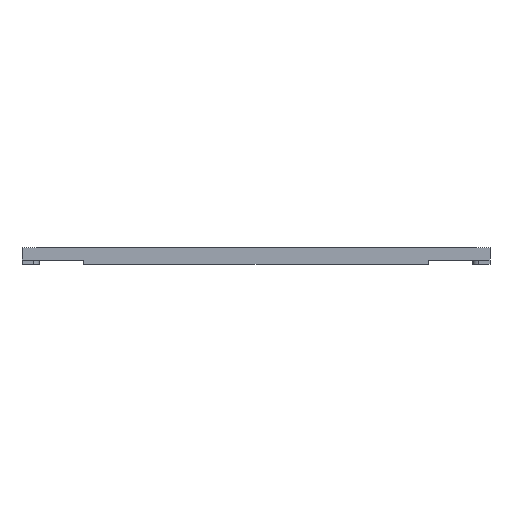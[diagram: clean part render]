
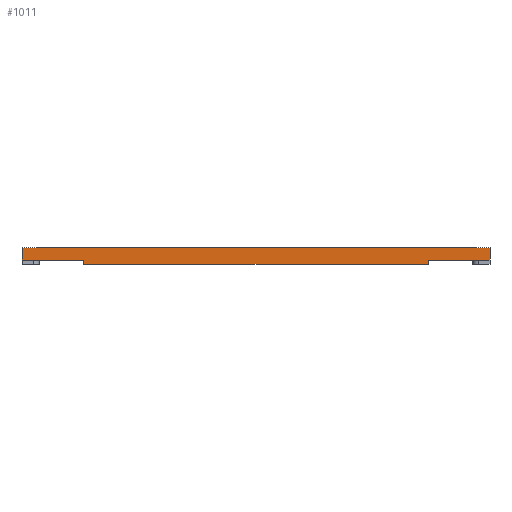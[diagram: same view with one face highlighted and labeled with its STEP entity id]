
A CAD part, front view. The second image highlights one B-rep face of the part: STEP entity #1011.
In plain terms, the highlighted planar face has unit normal (0, -1, 0).
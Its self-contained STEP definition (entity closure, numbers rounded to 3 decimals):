
#71 = EDGE_CURVE('',#72,#74,#76,.T.);
#72 = VERTEX_POINT('',#73);
#73 = CARTESIAN_POINT('',(0.,0.,2.));
#74 = VERTEX_POINT('',#75);
#75 = CARTESIAN_POINT('',(76.,0.,2.));
#76 = LINE('',#77,#78);
#77 = CARTESIAN_POINT('',(0.,0.,2.));
#78 = VECTOR('',#79,1.);
#79 = DIRECTION('',(1.,0.,0.));
#1011 = ADVANCED_FACE('',(#1012),#1069,.T.);
#1012 = FACE_BOUND('',#1013,.T.);
#1013 = EDGE_LOOP('',(#1014,#1022,#1030,#1038,#1046,#1054,#1062,#1068));
#1014 = ORIENTED_EDGE('',*,*,#1015,.F.);
#1015 = EDGE_CURVE('',#1016,#72,#1018,.T.);
#1016 = VERTEX_POINT('',#1017);
#1017 = CARTESIAN_POINT('',(0.,0.,0.));
#1018 = LINE('',#1019,#1020);
#1019 = CARTESIAN_POINT('',(0.,0.,0.));
#1020 = VECTOR('',#1021,1.);
#1021 = DIRECTION('',(0.,0.,1.));
#1022 = ORIENTED_EDGE('',*,*,#1023,.T.);
#1023 = EDGE_CURVE('',#1016,#1024,#1026,.T.);
#1024 = VERTEX_POINT('',#1025);
#1025 = CARTESIAN_POINT('',(10.,0.,0.));
#1026 = LINE('',#1027,#1028);
#1027 = CARTESIAN_POINT('',(0.,0.,0.));
#1028 = VECTOR('',#1029,1.);
#1029 = DIRECTION('',(1.,0.,0.));
#1030 = ORIENTED_EDGE('',*,*,#1031,.T.);
#1031 = EDGE_CURVE('',#1024,#1032,#1034,.T.);
#1032 = VERTEX_POINT('',#1033);
#1033 = CARTESIAN_POINT('',(10.,0.,-0.7));
#1034 = LINE('',#1035,#1036);
#1035 = CARTESIAN_POINT('',(10.,0.,0.));
#1036 = VECTOR('',#1037,1.);
#1037 = DIRECTION('',(0.,0.,-1.));
#1038 = ORIENTED_EDGE('',*,*,#1039,.T.);
#1039 = EDGE_CURVE('',#1032,#1040,#1042,.T.);
#1040 = VERTEX_POINT('',#1041);
#1041 = CARTESIAN_POINT('',(66.,0.,-0.7));
#1042 = LINE('',#1043,#1044);
#1043 = CARTESIAN_POINT('',(10.,0.,-0.7));
#1044 = VECTOR('',#1045,1.);
#1045 = DIRECTION('',(1.,0.,0.));
#1046 = ORIENTED_EDGE('',*,*,#1047,.F.);
#1047 = EDGE_CURVE('',#1048,#1040,#1050,.T.);
#1048 = VERTEX_POINT('',#1049);
#1049 = CARTESIAN_POINT('',(66.,0.,0.));
#1050 = LINE('',#1051,#1052);
#1051 = CARTESIAN_POINT('',(66.,0.,0.));
#1052 = VECTOR('',#1053,1.);
#1053 = DIRECTION('',(0.,0.,-1.));
#1054 = ORIENTED_EDGE('',*,*,#1055,.T.);
#1055 = EDGE_CURVE('',#1048,#1056,#1058,.T.);
#1056 = VERTEX_POINT('',#1057);
#1057 = CARTESIAN_POINT('',(76.,0.,0.));
#1058 = LINE('',#1059,#1060);
#1059 = CARTESIAN_POINT('',(0.,0.,0.));
#1060 = VECTOR('',#1061,1.);
#1061 = DIRECTION('',(1.,0.,0.));
#1062 = ORIENTED_EDGE('',*,*,#1063,.T.);
#1063 = EDGE_CURVE('',#1056,#74,#1064,.T.);
#1064 = LINE('',#1065,#1066);
#1065 = CARTESIAN_POINT('',(76.,0.,0.));
#1066 = VECTOR('',#1067,1.);
#1067 = DIRECTION('',(0.,0.,1.));
#1068 = ORIENTED_EDGE('',*,*,#71,.F.);
#1069 = PLANE('',#1070);
#1070 = AXIS2_PLACEMENT_3D('',#1071,#1072,#1073);
#1071 = CARTESIAN_POINT('',(38.,0.,0.739));
#1072 = DIRECTION('',(-0.,-1.,-0.));
#1073 = DIRECTION('',(0.,0.,-1.));
